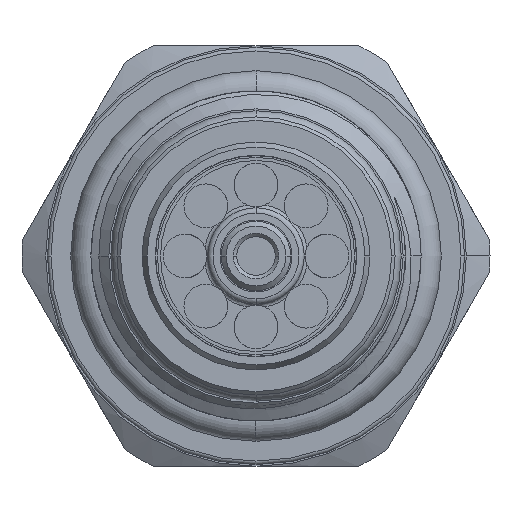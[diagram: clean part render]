
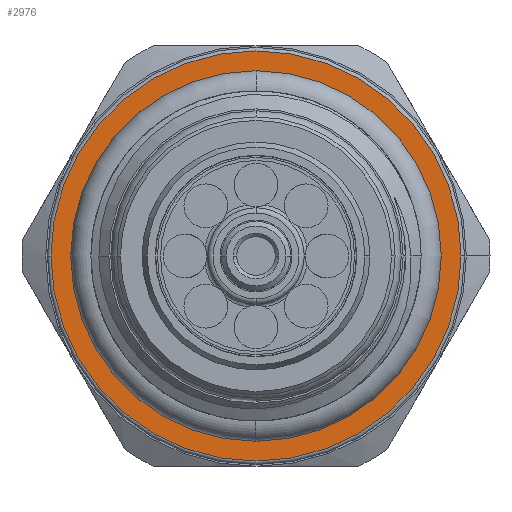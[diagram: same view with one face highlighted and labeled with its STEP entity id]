
A CAD part, left-side view. The second image highlights one B-rep face of the part: STEP entity #2976.
In plain terms, the highlighted planar face has unit normal (-1, 0, 0).
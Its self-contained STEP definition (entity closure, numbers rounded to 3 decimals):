
#531 = AXIS2_PLACEMENT_3D ( 'NONE', #5205, #5200, #5206 ) ;
#534 = AXIS2_PLACEMENT_3D ( 'NONE', #5236, #5235, #5234 ) ;
#562 = AXIS2_PLACEMENT_3D ( 'NONE', #5344, #5345, #5346 ) ;
#776 = AXIS2_PLACEMENT_3D ( 'NONE', #6065, #5679, #5560 ) ;
#928 = EDGE_CURVE ( 'NONE', #10173, #6798, #7684, .T. ) ;
#1168 = EDGE_CURVE ( 'NONE', #10238, #7368, #3160, .T. ) ;
#1196 = EDGE_CURVE ( 'NONE', #7368, #10238, #3198, .T. ) ;
#1201 = EDGE_CURVE ( 'NONE', #6798, #10173, #3263, .T. ) ;
#1966 = CARTESIAN_POINT ( 'NONE',  ( -37.795, -8.395, 0. ) ) ;
#1971 = DIRECTION ( 'NONE',  ( 0., -1., 0. ) ) ;
#1994 = PLANE ( 'NONE',  #4825 ) ;
#2137 = CARTESIAN_POINT ( 'NONE',  ( -37.795, 11.7, 0. ) ) ;
#2225 = DIRECTION ( 'NONE',  ( 1., 0., 0. ) ) ;
#2976 = ADVANCED_FACE ( 'NONE', ( #3806, #3815 ), #1994, .F. ) ;
#3160 = CIRCLE ( 'NONE', #562, 8.895 ) ;
#3198 = CIRCLE ( 'NONE', #531, 8.895 ) ;
#3263 = CIRCLE ( 'NONE', #534, 11.7 ) ;
#3806 = FACE_BOUND ( 'NONE', #6929, .T. ) ;
#3815 = FACE_OUTER_BOUND ( 'NONE', #6893, .T. ) ;
#4825 = AXIS2_PLACEMENT_3D ( 'NONE', #1966, #2225, #1971 ) ;
#5200 = DIRECTION ( 'NONE',  ( 1., 0., 0. ) ) ;
#5205 = CARTESIAN_POINT ( 'NONE',  ( -37.795, 0., 0. ) ) ;
#5206 = DIRECTION ( 'NONE',  ( 0., -1., 0. ) ) ;
#5234 = DIRECTION ( 'NONE',  ( 0., -1., 0. ) ) ;
#5235 = DIRECTION ( 'NONE',  ( -1., 0., 0. ) ) ;
#5236 = CARTESIAN_POINT ( 'NONE',  ( -37.795, 0., 0. ) ) ;
#5344 = CARTESIAN_POINT ( 'NONE',  ( -37.795, 0., 0. ) ) ;
#5345 = DIRECTION ( 'NONE',  ( 1., 0., 0. ) ) ;
#5346 = DIRECTION ( 'NONE',  ( 0., -1., 0. ) ) ;
#5560 = DIRECTION ( 'NONE',  ( 0., -1., 0. ) ) ;
#5679 = DIRECTION ( 'NONE',  ( -1., 0., 0. ) ) ;
#6065 = CARTESIAN_POINT ( 'NONE',  ( -37.795, 0., 0. ) ) ;
#6798 = VERTEX_POINT ( 'NONE', #2137 ) ;
#6893 = EDGE_LOOP ( 'NONE', ( #9051, #9052 ) ) ;
#6929 = EDGE_LOOP ( 'NONE', ( #9048, #9050 ) ) ;
#7368 = VERTEX_POINT ( 'NONE', #8776 ) ;
#7684 = CIRCLE ( 'NONE', #776, 11.7 ) ;
#8505 = CARTESIAN_POINT ( 'NONE',  ( -37.795, -11.7, 0. ) ) ;
#8564 = CARTESIAN_POINT ( 'NONE',  ( -37.795, -8.895, 0. ) ) ;
#8776 = CARTESIAN_POINT ( 'NONE',  ( -37.795, 8.895, 0. ) ) ;
#9048 = ORIENTED_EDGE ( 'NONE', *, *, #1168, .T. ) ;
#9050 = ORIENTED_EDGE ( 'NONE', *, *, #1196, .T. ) ;
#9051 = ORIENTED_EDGE ( 'NONE', *, *, #928, .T. ) ;
#9052 = ORIENTED_EDGE ( 'NONE', *, *, #1201, .T. ) ;
#10173 = VERTEX_POINT ( 'NONE', #8505 ) ;
#10238 = VERTEX_POINT ( 'NONE', #8564 ) ;
